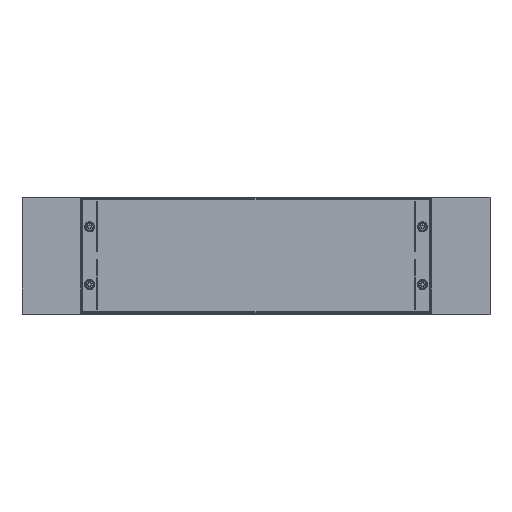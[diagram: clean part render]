
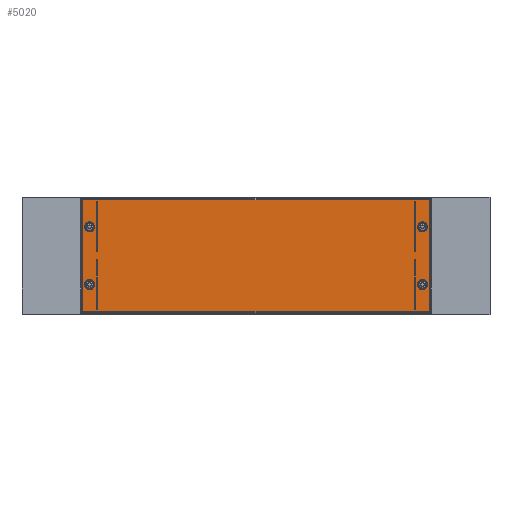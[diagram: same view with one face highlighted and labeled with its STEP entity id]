
A CAD part, top view. The second image highlights one B-rep face of the part: STEP entity #5020.
In plain terms, the highlighted planar face has unit normal (0, 0, 1).
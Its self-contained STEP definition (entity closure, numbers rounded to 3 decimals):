
#63 = CARTESIAN_POINT ( 'NONE',  ( -276.991, -49.5, 0.75 ) ) ;
#124 = VECTOR ( 'NONE', #594, 1000. ) ;
#135 = VERTEX_POINT ( 'NONE', #63 ) ;
#159 = EDGE_CURVE ( 'NONE', #3155, #3905, #2015, .T. ) ;
#296 = EDGE_LOOP ( 'NONE', ( #1578, #1495 ) ) ;
#535 = DIRECTION ( 'NONE',  ( 0., 0., -1. ) ) ;
#538 = CARTESIAN_POINT ( 'NONE',  ( 276.991, 49.5, 0.75 ) ) ;
#549 = CARTESIAN_POINT ( 'NONE',  ( 0., 96., 0.75 ) ) ;
#574 = VERTEX_POINT ( 'NONE', #5285 ) ;
#594 = DIRECTION ( 'NONE',  ( -1., 0., 0. ) ) ;
#608 = EDGE_CURVE ( 'NONE', #1737, #4939, #5120, .T. ) ;
#862 = CARTESIAN_POINT ( 'NONE',  ( -296., -96., 0.75 ) ) ;
#871 = VERTEX_POINT ( 'NONE', #862 ) ;
#1056 = ORIENTED_EDGE ( 'NONE', *, *, #3660, .T. ) ;
#1242 = ORIENTED_EDGE ( 'NONE', *, *, #2728, .T. ) ;
#1287 = ORIENTED_EDGE ( 'NONE', *, *, #1501, .T. ) ;
#1345 = ORIENTED_EDGE ( 'NONE', *, *, #159, .T. ) ;
#1357 = CARTESIAN_POINT ( 'NONE',  ( 292.009, 49.5, 0.75 ) ) ;
#1367 = ORIENTED_EDGE ( 'NONE', *, *, #1576, .T. ) ;
#1453 = CARTESIAN_POINT ( 'NONE',  ( -296., 96., 0.75 ) ) ;
#1468 = ORIENTED_EDGE ( 'NONE', *, *, #4563, .T. ) ;
#1495 = ORIENTED_EDGE ( 'NONE', *, *, #6018, .T. ) ;
#1501 = EDGE_CURVE ( 'NONE', #3905, #871, #5965, .T. ) ;
#1576 = EDGE_CURVE ( 'NONE', #574, #135, #5881, .T. ) ;
#1578 = ORIENTED_EDGE ( 'NONE', *, *, #608, .T. ) ;
#1590 = CARTESIAN_POINT ( 'NONE',  ( 284.5, -49.5, 0.75 ) ) ;
#1613 = CARTESIAN_POINT ( 'NONE',  ( -284.5, -49.5, 0.75 ) ) ;
#1643 = ORIENTED_EDGE ( 'NONE', *, *, #4417, .T. ) ;
#1649 = DIRECTION ( 'NONE',  ( -1., 0., 0. ) ) ;
#1737 = VERTEX_POINT ( 'NONE', #6008 ) ;
#1751 = DIRECTION ( 'NONE',  ( -1., 0., 0. ) ) ;
#1790 = CARTESIAN_POINT ( 'NONE',  ( 284.5, 49.5, 0.75 ) ) ;
#1879 = EDGE_CURVE ( 'NONE', #3654, #6016, #5450, .T. ) ;
#1884 = ORIENTED_EDGE ( 'NONE', *, *, #3887, .T. ) ;
#1969 = ORIENTED_EDGE ( 'NONE', *, *, #6088, .T. ) ;
#1970 = AXIS2_PLACEMENT_3D ( 'NONE', #4331, #4330, #4320 ) ;
#1984 = DIRECTION ( 'NONE',  ( -1., 0., 0. ) ) ;
#2002 = DIRECTION ( 'NONE',  ( 0., 0., -1. ) ) ;
#2007 = PLANE ( 'NONE',  #6562 ) ;
#2015 = LINE ( 'NONE', #549, #124 ) ;
#2028 = CARTESIAN_POINT ( 'NONE',  ( 0., 0., 0.75 ) ) ;
#2100 = ORIENTED_EDGE ( 'NONE', *, *, #1879, .T. ) ;
#2126 = DIRECTION ( 'NONE',  ( -1., 0., 0. ) ) ;
#2408 = CIRCLE ( 'NONE', #6780, 7.509 ) ;
#2427 = CARTESIAN_POINT ( 'NONE',  ( -292.009, 49.5, 0.75 ) ) ;
#2526 = AXIS2_PLACEMENT_3D ( 'NONE', #4879, #4877, #4852 ) ;
#2728 = EDGE_CURVE ( 'NONE', #871, #3530, #4103, .T. ) ;
#2804 = VECTOR ( 'NONE', #3962, 1000. ) ;
#2818 = LINE ( 'NONE', #3952, #2804 ) ;
#2951 = EDGE_LOOP ( 'NONE', ( #1468, #1367 ) ) ;
#3136 = CARTESIAN_POINT ( 'NONE',  ( -296., 0., 0.75 ) ) ;
#3155 = VERTEX_POINT ( 'NONE', #3743 ) ;
#3252 = AXIS2_PLACEMENT_3D ( 'NONE', #1590, #535, #2126 ) ;
#3457 = FACE_BOUND ( 'NONE', #3557, .T. ) ;
#3462 = FACE_OUTER_BOUND ( 'NONE', #3724, .T. ) ;
#3474 = FACE_BOUND ( 'NONE', #2951, .T. ) ;
#3529 = FACE_BOUND ( 'NONE', #296, .T. ) ;
#3530 = VERTEX_POINT ( 'NONE', #4833 ) ;
#3546 = FACE_BOUND ( 'NONE', #6173, .T. ) ;
#3553 = DIRECTION ( 'NONE',  ( -1., 0., 0. ) ) ;
#3557 = EDGE_LOOP ( 'NONE', ( #2100, #1969 ) ) ;
#3654 = VERTEX_POINT ( 'NONE', #3976 ) ;
#3660 = EDGE_CURVE ( 'NONE', #3530, #3155, #2818, .T. ) ;
#3675 = DIRECTION ( 'NONE',  ( 0., 0., -1. ) ) ;
#3724 = EDGE_LOOP ( 'NONE', ( #1345, #1287, #1242, #1056 ) ) ;
#3743 = CARTESIAN_POINT ( 'NONE',  ( 296., 96., 0.75 ) ) ;
#3773 = AXIS2_PLACEMENT_3D ( 'NONE', #1613, #3675, #1751 ) ;
#3887 = EDGE_CURVE ( 'NONE', #6692, #5691, #2408, .T. ) ;
#3905 = VERTEX_POINT ( 'NONE', #1453 ) ;
#3952 = CARTESIAN_POINT ( 'NONE',  ( 296., 0., 0.75 ) ) ;
#3962 = DIRECTION ( 'NONE',  ( 0., 1., 0. ) ) ;
#3968 = DIRECTION ( 'NONE',  ( 0., 0., -1. ) ) ;
#3976 = CARTESIAN_POINT ( 'NONE',  ( 292.009, -49.5, 0.75 ) ) ;
#4026 = VECTOR ( 'NONE', #4745, 1000. ) ;
#4038 = CARTESIAN_POINT ( 'NONE',  ( -284.5, 49.5, 0.75 ) ) ;
#4103 = LINE ( 'NONE', #5111, #4026 ) ;
#4320 = DIRECTION ( 'NONE',  ( -1., 0., 0. ) ) ;
#4330 = DIRECTION ( 'NONE',  ( 0., 0., -1. ) ) ;
#4331 = CARTESIAN_POINT ( 'NONE',  ( -284.5, -49.5, 0.75 ) ) ;
#4417 = EDGE_CURVE ( 'NONE', #5691, #6692, #6554, .T. ) ;
#4563 = EDGE_CURVE ( 'NONE', #135, #574, #6095, .T. ) ;
#4745 = DIRECTION ( 'NONE',  ( 1., 0., 0. ) ) ;
#4831 = AXIS2_PLACEMENT_3D ( 'NONE', #4038, #3968, #3553 ) ;
#4833 = CARTESIAN_POINT ( 'NONE',  ( 296., -96., 0.75 ) ) ;
#4852 = DIRECTION ( 'NONE',  ( -1., 0., 0. ) ) ;
#4877 = DIRECTION ( 'NONE',  ( 0., 0., -1. ) ) ;
#4879 = CARTESIAN_POINT ( 'NONE',  ( 284.5, 49.5, 0.75 ) ) ;
#4939 = VERTEX_POINT ( 'NONE', #2427 ) ;
#5006 = CIRCLE ( 'NONE', #6025, 7.509 ) ;
#5020 = ADVANCED_FACE ( 'NONE', ( #3462, #3529, #3474, #3457, #3546 ), #2007, .F. ) ;
#5111 = CARTESIAN_POINT ( 'NONE',  ( 0., -96., 0.75 ) ) ;
#5120 = CIRCLE ( 'NONE', #4831, 7.509 ) ;
#5285 = CARTESIAN_POINT ( 'NONE',  ( -292.009, -49.5, 0.75 ) ) ;
#5450 = CIRCLE ( 'NONE', #3252, 7.509 ) ;
#5663 = DIRECTION ( 'NONE',  ( 0., 0., -1. ) ) ;
#5691 = VERTEX_POINT ( 'NONE', #538 ) ;
#5839 = CIRCLE ( 'NONE', #6767, 7.509 ) ;
#5881 = CIRCLE ( 'NONE', #3773, 7.509 ) ;
#5913 = DIRECTION ( 'NONE',  ( -1., 0., 0. ) ) ;
#5917 = VECTOR ( 'NONE', #6026, 1000. ) ;
#5923 = DIRECTION ( 'NONE',  ( 0., 0., -1. ) ) ;
#5937 = CARTESIAN_POINT ( 'NONE',  ( 284.5, -49.5, 0.75 ) ) ;
#5965 = LINE ( 'NONE', #3136, #5917 ) ;
#6008 = CARTESIAN_POINT ( 'NONE',  ( -276.991, 49.5, 0.75 ) ) ;
#6016 = VERTEX_POINT ( 'NONE', #6654 ) ;
#6018 = EDGE_CURVE ( 'NONE', #4939, #1737, #5839, .T. ) ;
#6025 = AXIS2_PLACEMENT_3D ( 'NONE', #5937, #5923, #5913 ) ;
#6026 = DIRECTION ( 'NONE',  ( 0., -1., 0. ) ) ;
#6088 = EDGE_CURVE ( 'NONE', #6016, #3654, #5006, .T. ) ;
#6095 = CIRCLE ( 'NONE', #1970, 7.509 ) ;
#6173 = EDGE_LOOP ( 'NONE', ( #1884, #1643 ) ) ;
#6521 = DIRECTION ( 'NONE',  ( -1., 0., 0. ) ) ;
#6529 = DIRECTION ( 'NONE',  ( 0., 0., -1. ) ) ;
#6541 = CARTESIAN_POINT ( 'NONE',  ( -284.5, 49.5, 0.75 ) ) ;
#6554 = CIRCLE ( 'NONE', #2526, 7.509 ) ;
#6562 = AXIS2_PLACEMENT_3D ( 'NONE', #2028, #2002, #1984 ) ;
#6654 = CARTESIAN_POINT ( 'NONE',  ( 276.991, -49.5, 0.75 ) ) ;
#6692 = VERTEX_POINT ( 'NONE', #1357 ) ;
#6767 = AXIS2_PLACEMENT_3D ( 'NONE', #6541, #6529, #6521 ) ;
#6780 = AXIS2_PLACEMENT_3D ( 'NONE', #1790, #5663, #1649 ) ;
